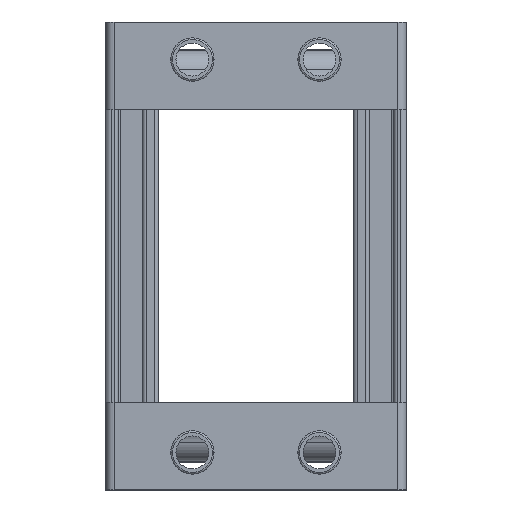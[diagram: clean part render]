
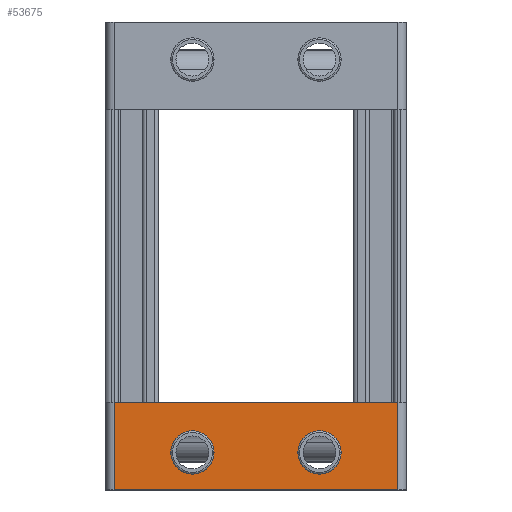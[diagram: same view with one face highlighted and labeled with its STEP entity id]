
A CAD part, left-side view. The second image highlights one B-rep face of the part: STEP entity #53675.
In plain terms, the highlighted planar face has unit normal (-1, 0, 0).
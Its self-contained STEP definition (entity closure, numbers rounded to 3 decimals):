
#236 = CARTESIAN_POINT ( 'NONE',  ( -162.222, 120.424, -32.166 ) ) ;
#2418 = DIRECTION ( 'NONE',  ( 1., 0., 0. ) ) ;
#4934 = DIRECTION ( 'NONE',  ( -1., 0., 0. ) ) ;
#5097 = ORIENTED_EDGE ( 'NONE', *, *, #135043, .T. ) ;
#5423 = VECTOR ( 'NONE', #64964, 1000. ) ;
#8897 = EDGE_LOOP ( 'NONE', ( #175113, #19240 ) ) ;
#12280 = EDGE_CURVE ( 'NONE', #113722, #84759, #53362, .T. ) ;
#16880 = DIRECTION ( 'NONE',  ( 0., 0., 1. ) ) ;
#17766 = CARTESIAN_POINT ( 'NONE',  ( -162.222, 71.389, -32.166 ) ) ;
#19240 = ORIENTED_EDGE ( 'NONE', *, *, #179768, .T. ) ;
#21219 = CARTESIAN_POINT ( 'NONE',  ( -162.222, 121.924, -130.327 ) ) ;
#26033 = AXIS2_PLACEMENT_3D ( 'NONE', #126035, #54420, #53826 ) ;
#30008 = CARTESIAN_POINT ( 'NONE',  ( -162.222, 71.389, -130.327 ) ) ;
#30624 = EDGE_CURVE ( 'NONE', #152451, #152498, #58548, .T. ) ;
#30772 = CARTESIAN_POINT ( 'NONE',  ( -162.222, 121.924, -47.366 ) ) ;
#33467 = VERTEX_POINT ( 'NONE', #139385 ) ;
#36782 = AXIS2_PLACEMENT_3D ( 'NONE', #88463, #2418, #16880 ) ;
#36949 = EDGE_CURVE ( 'NONE', #152498, #95147, #172768, .T. ) ;
#37955 = CARTESIAN_POINT ( 'NONE',  ( -162.222, 120.424, -42.366 ) ) ;
#40631 = ORIENTED_EDGE ( 'NONE', *, *, #36949, .F. ) ;
#50480 = LINE ( 'NONE', #37955, #5423 ) ;
#53362 = CIRCLE ( 'NONE', #36782, 3.75 ) ;
#53675 = ADVANCED_FACE ( 'NONE', ( #108072, #184729, #94497 ), #163340, .T. ) ;
#53826 = DIRECTION ( 'NONE',  ( 0., 0., 1. ) ) ;
#54420 = DIRECTION ( 'NONE',  ( 1., 0., 0. ) ) ;
#55542 = EDGE_CURVE ( 'NONE', #90681, #84368, #123315, .T. ) ;
#58548 = LINE ( 'NONE', #106951, #175492 ) ;
#64866 = DIRECTION ( 'NONE',  ( 1., 0., 0. ) ) ;
#64964 = DIRECTION ( 'NONE',  ( 0., 0., 1. ) ) ;
#68115 = CARTESIAN_POINT ( 'NONE',  ( -162.222, 106.907, -44.616 ) ) ;
#70311 = EDGE_CURVE ( 'NONE', #33467, #152451, #50480, .T. ) ;
#71492 = DIRECTION ( 'NONE',  ( 0., 0., -1. ) ) ;
#72001 = EDGE_CURVE ( 'NONE', #84368, #90681, #128565, .T. ) ;
#76630 = VECTOR ( 'NONE', #115585, 1000. ) ;
#77106 = CARTESIAN_POINT ( 'NONE',  ( -162.222, 84.907, -37.116 ) ) ;
#77791 = DIRECTION ( 'NONE',  ( 0., 0., 1. ) ) ;
#78307 = DIRECTION ( 'NONE',  ( 0., 0., 1. ) ) ;
#84368 = VERTEX_POINT ( 'NONE', #68115 ) ;
#84759 = VERTEX_POINT ( 'NONE', #183231 ) ;
#88463 = CARTESIAN_POINT ( 'NONE',  ( -162.222, 84.907, -40.866 ) ) ;
#90681 = VERTEX_POINT ( 'NONE', #109577 ) ;
#93676 = DIRECTION ( 'NONE',  ( 0., 0., 1. ) ) ;
#94497 = FACE_BOUND ( 'NONE', #166706, .T. ) ;
#94611 = LINE ( 'NONE', #30772, #76630 ) ;
#95147 = VERTEX_POINT ( 'NONE', #104716 ) ;
#104716 = CARTESIAN_POINT ( 'NONE',  ( -162.222, 71.389, -47.366 ) ) ;
#105665 = AXIS2_PLACEMENT_3D ( 'NONE', #105950, #164457, #78307 ) ;
#105950 = CARTESIAN_POINT ( 'NONE',  ( -162.222, 84.907, -40.866 ) ) ;
#106561 = ORIENTED_EDGE ( 'NONE', *, *, #55542, .T. ) ;
#106951 = CARTESIAN_POINT ( 'NONE',  ( -162.222, 95.914, -32.166 ) ) ;
#108072 = FACE_OUTER_BOUND ( 'NONE', #159950, .T. ) ;
#109577 = CARTESIAN_POINT ( 'NONE',  ( -162.222, 106.907, -37.116 ) ) ;
#113722 = VERTEX_POINT ( 'NONE', #77106 ) ;
#114203 = CIRCLE ( 'NONE', #105665, 3.75 ) ;
#115585 = DIRECTION ( 'NONE',  ( 0., -1., 0. ) ) ;
#121160 = AXIS2_PLACEMENT_3D ( 'NONE', #21219, #4934, #77791 ) ;
#123315 = CIRCLE ( 'NONE', #185572, 3.75 ) ;
#126035 = CARTESIAN_POINT ( 'NONE',  ( -162.222, 106.907, -40.866 ) ) ;
#128565 = CIRCLE ( 'NONE', #26033, 3.75 ) ;
#130592 = ORIENTED_EDGE ( 'NONE', *, *, #70311, .F. ) ;
#132080 = ORIENTED_EDGE ( 'NONE', *, *, #30624, .F. ) ;
#135043 = EDGE_CURVE ( 'NONE', #33467, #95147, #94611, .T. ) ;
#137659 = CARTESIAN_POINT ( 'NONE',  ( -162.222, 106.907, -40.866 ) ) ;
#139385 = CARTESIAN_POINT ( 'NONE',  ( -162.222, 120.424, -47.366 ) ) ;
#152451 = VERTEX_POINT ( 'NONE', #236 ) ;
#152498 = VERTEX_POINT ( 'NONE', #17766 ) ;
#159950 = EDGE_LOOP ( 'NONE', ( #132080, #130592, #5097, #40631 ) ) ;
#163340 = PLANE ( 'NONE',  #121160 ) ;
#164457 = DIRECTION ( 'NONE',  ( 1., 0., 0. ) ) ;
#166706 = EDGE_LOOP ( 'NONE', ( #106561, #181524 ) ) ;
#172768 = LINE ( 'NONE', #30008, #186337 ) ;
#175113 = ORIENTED_EDGE ( 'NONE', *, *, #12280, .T. ) ;
#175492 = VECTOR ( 'NONE', #179356, 1000. ) ;
#179356 = DIRECTION ( 'NONE',  ( 0., -1., 0. ) ) ;
#179768 = EDGE_CURVE ( 'NONE', #84759, #113722, #114203, .T. ) ;
#181524 = ORIENTED_EDGE ( 'NONE', *, *, #72001, .T. ) ;
#183231 = CARTESIAN_POINT ( 'NONE',  ( -162.222, 84.907, -44.616 ) ) ;
#184729 = FACE_BOUND ( 'NONE', #8897, .T. ) ;
#185572 = AXIS2_PLACEMENT_3D ( 'NONE', #137659, #64866, #93676 ) ;
#186337 = VECTOR ( 'NONE', #71492, 1000. ) ;
